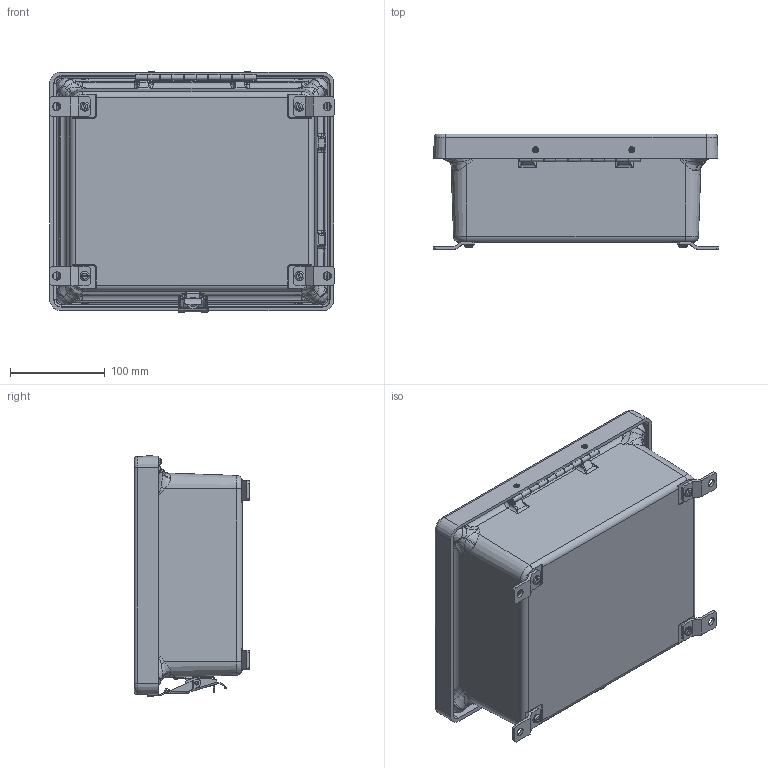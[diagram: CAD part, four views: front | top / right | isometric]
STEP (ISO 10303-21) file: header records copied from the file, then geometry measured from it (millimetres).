
FILE_DESCRIPTION (( 'STEP AP203' ), '1' );
FILE_NAME ('AM1084L.step', '2014-03-20T14:05:21', ( '' ), ( '' ), 'SwSTEP 2.0', 'SolidWorks 2013', '' );
FILE_SCHEMA (( 'CONFIG_CONTROL_DESIGN' ));
Length unit declared in the file: inch
Products named in the file (24): 70-60511316; 70-60250; pin; 70-60822-1; 621-02  BASE316; 60800; 55-1032516_PreviewCfg; 621-04 Rivet (f)316; 55-61812316_92525A317; AM1084L; 621-01 Lever316; 70-60512316; 621-06 hook316; 70-63238316_95345A468; 1854001_SMC PART; 621-05 Rivet (f)316; 70-632TNUT; 2027001; 70-60864316; WFOOT; 60800 bottom leaf; WLGKEEPER316; 55-1032716_SL-PHMS 0.19-32x0.3125x0.3125-N; 60800 top leaf
Assembly tree (46 placements, depth 3):
  AM1084L
    1854001_SMC PART
    2027001
    60800
      60800 bottom leaf
      60800 top leaf
      pin
    55-61812316_92525A317  x2
    70-60512316  x2
    70-63238316_95345A468  x2
    70-632TNUT  x2
    WFOOT  x4
    55-1032716_SL-PHMS 0.19-32x0.3125x0.3125-N  x4
    70-60250  x8
    70-60864316
      621-02  BASE316
      621-04 Rivet (f)316
      621-01 Lever316
      621-06 hook316
      621-05 Rivet (f)316
    WLGKEEPER316
    70-60511316  x4
    70-60822-1
    55-1032516_PreviewCfg  x4
Bounding box: 300.65 x 121.51 x 253.84 mm (x, y, z)
Volume: 1110756.5 mm3; surface area: 647283.9 mm2
Topology: 46 solids, 46 shells, 2745 faces, 6937 edges, 4298 vertices
Faces by surface type: cylinder 961, plane 736, bspline 440, cone 430, torus 162, sphere 16
Entity records: 70324 total; most frequent: CARTESIAN_POINT 27237, ORIENTED_EDGE 8872, DIRECTION 7836, EDGE_CURVE 4436, AXIS2_PLACEMENT_3D 2996, VERTEX_POINT 2732, EDGE_LOOP 1934, VECTOR 1844
